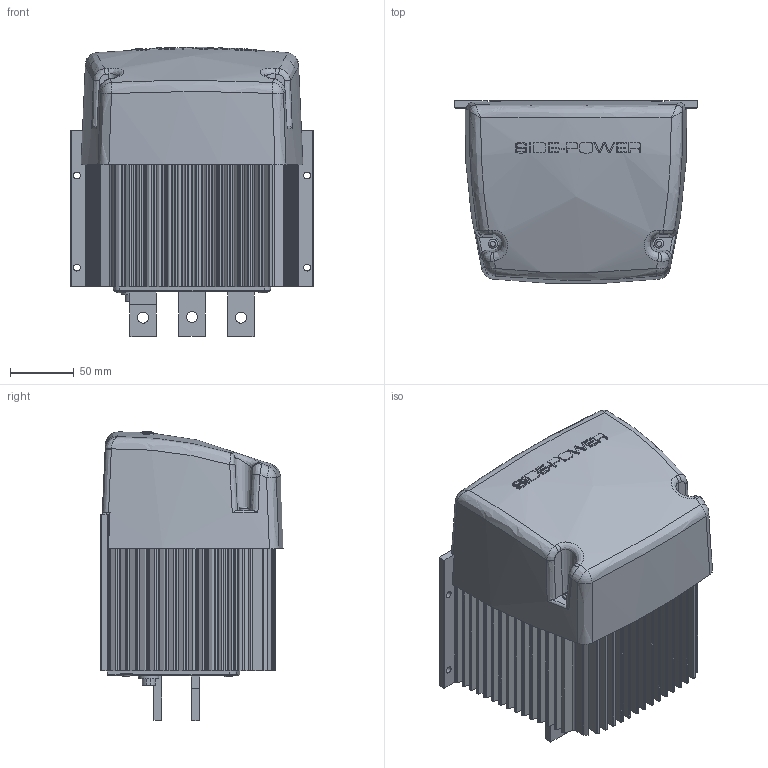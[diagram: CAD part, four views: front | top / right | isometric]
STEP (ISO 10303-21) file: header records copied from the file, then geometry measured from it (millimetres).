
FILE_DESCRIPTION(/* description */ (''),/* implementation_level */ '2;1');
FILE_NAME(/* name */ 'PPC520.stp',/* time_stamp */ '2016-02-17T15:13:51+01:00',/* author */ ('elvira'),/* organization */ (''),/* preprocessor_version */ 'ST-DEVELOPER v16.1',/* originating_system */ 'Autodesk Inventor 2016',/* authorisation */ '');
FILE_SCHEMA (('AUTOMOTIVE_DESIGN { 1 0 10303 214 3 1 1 }'));
Length unit declared in the file: millimetre
Products named in the file (1): PPC520
Bounding box: 190 x 142.72 x 226.34 mm (x, y, z)
Volume: 2339792.4 mm3; surface area: 446855.3 mm2
Topology: 1 solids, 1 shells, 852 faces, 2364 edges, 1524 vertices
Faces by surface type: plane 328, cylinder 315, bspline 128, cone 39, torus 26, sphere 16
Full cylindrical faces by diameter (mm): 3.5 x2, 4 x2, 5 x2, 5.3 x4, 7 x4, 8 x2, 8.6 x3, 16 x1
Entity records: 32753 total; most frequent: CARTESIAN_POINT 10425, ORIENTED_EDGE 4604, DIRECTION 4381, EDGE_CURVE 2302, AXIS2_PLACEMENT_3D 1639, VERTEX_POINT 1503, LINE 1103, VECTOR 1103
